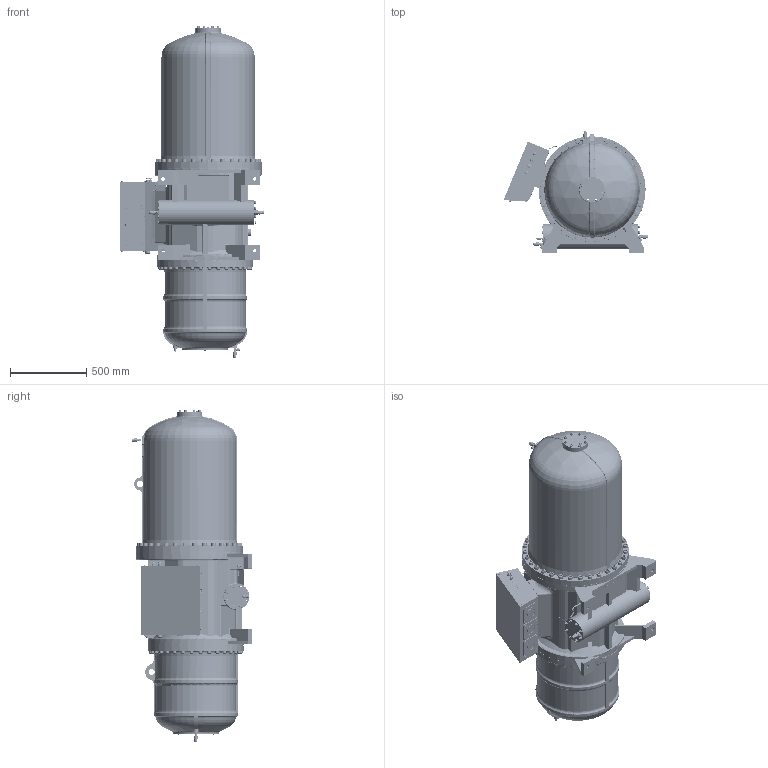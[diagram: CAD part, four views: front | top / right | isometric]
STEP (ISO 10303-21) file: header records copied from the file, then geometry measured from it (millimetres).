
FILE_DESCRIPTION(/* description */ ('STEP AP203'),/* implementation_level */ '2;1');
FILE_NAME(/* name */ 'RC2-1020&1130(A&B) outline.STEP',/* time_stamp */ '2017-06-28T12:00:39-04:00',/* author */ ('Ian L Mitchell'),/* organization */ (''),/* preprocessor_version */ 'ST-DEVELOPER v16.5',/* originating_system */ 'Autodesk Inventor 2017',/* authorisation */ '');
FILE_SCHEMA (('AUTOMOTIVE_DESIGN { 1 0 10303 214 3 1 1 }'));
Length unit declared in the file: centimetre
Products named in the file (1): RC2-1020&1130(A&B) outline
Bounding box: 947.71 x 791 x 2172.1 mm (x, y, z)
Surface area: 6966060.4 mm2 (no closed solid volume)
Topology: 0 solids, 384 shells, 2664 faces, 10092 edges, 7618 vertices
Faces by surface type: plane 1420, cylinder 728, torus 268, bspline 148, cone 66, sphere 34
Full cylindrical faces by diameter (mm): 2 x3, 3.3 x2, 4 x3, 4.5 x1, 5 x2, 6.5 x1, 6.8 x1, 7 x10, 8.5 x1, 10 x4, 11 x13, 13 x1, 13.7 x1, 14 x2, 14.88 x3, 16 x11, 17 x4, 17.5 x20, 18 x26, 19.2 x2, 20 x4, 20.2 x1, 20.5 x1, 21.5 x2, 22 x8, 22.911 x8, 24 x32, 24.1 x1, 24.2 x3, 24.6 x2
Entity records: 137858 total; most frequent: CARTESIAN_POINT 55687, DIRECTION 17071, ORIENTED_EDGE 13658, EDGE_CURVE 9549, VERTEX_POINT 7545, AXIS2_PLACEMENT_3D 6049, LINE 4973, VECTOR 4973
